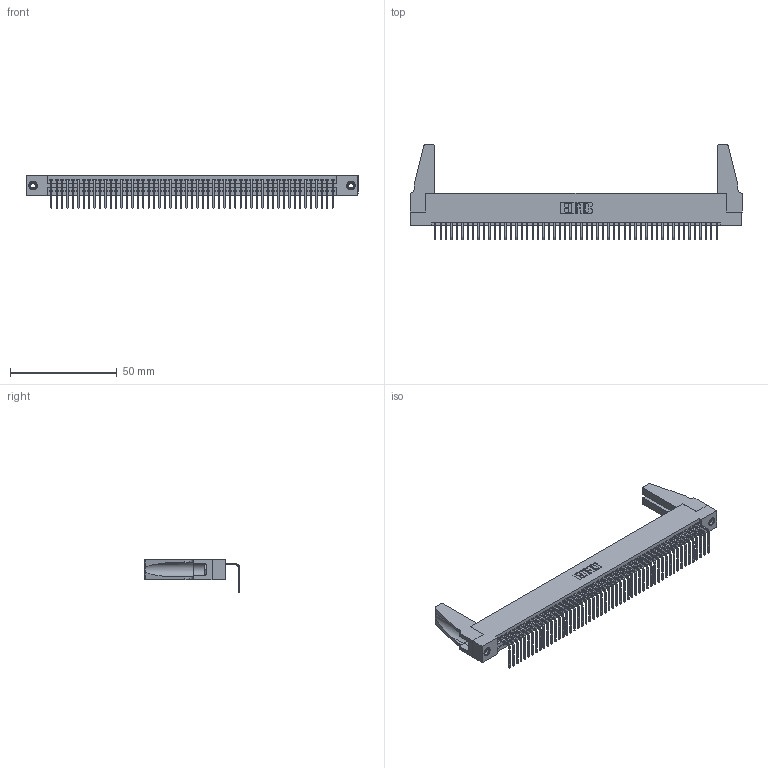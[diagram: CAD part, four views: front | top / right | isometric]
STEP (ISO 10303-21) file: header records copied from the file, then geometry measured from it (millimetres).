
FILE_DESCRIPTION (( 'STEP AP203' ), '1' );
FILE_NAME ('395-053-558-188.STEP', '2019-10-11T14:24:53', ( '' ), ( '' ), 'SwSTEP 2.0', 'SolidWorks 2016', '' );
FILE_SCHEMA (( 'CONFIG_CONTROL_DESIGN' ));
Length unit declared in the file: inch
Products named in the file (5): 345 Part_Flush Mounting Lugs - 0.156 Dia-TH; 345-292-001_558 Tail - 2; 345-250-001_345-250-001-102; 345-220-078_345-220-088; 395-053-558-188
Assembly tree (58 placements, depth 2):
  395-053-558-188
    345 Part_Flush Mounting Lugs - 0.156 Dia-TH
    345-292-001_558 Tail - 2  x53
    345-250-001_345-250-001-102  x2
    345-220-078_345-220-088  x2
Bounding box: 155.85 x 44.69 x 15.37 mm (x, y, z)
Volume: 18322.4 mm3; surface area: 24342.9 mm2
Topology: 58 solids, 58 shells, 3430 faces, 10301 edges, 6786 vertices
Faces by surface type: plane 2378, cylinder 1036, cone 12, torus 4
Entity records: 40640 total; most frequent: CARTESIAN_POINT 7029, ORIENTED_EDGE 6976, DIRECTION 6130, EDGE_CURVE 3488, LINE 3102, VECTOR 3102, VERTEX_POINT 2318, AXIS2_PLACEMENT_3D 1514
